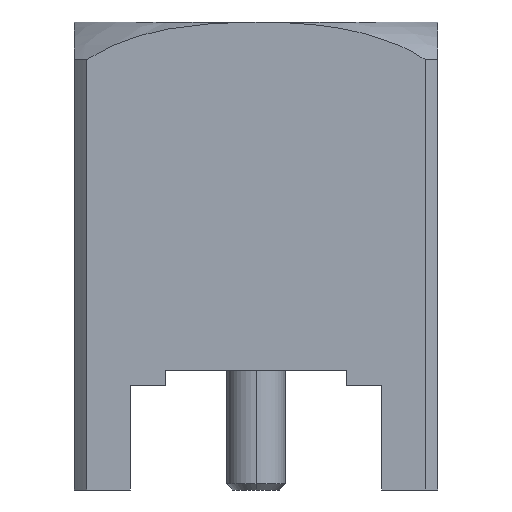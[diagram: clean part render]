
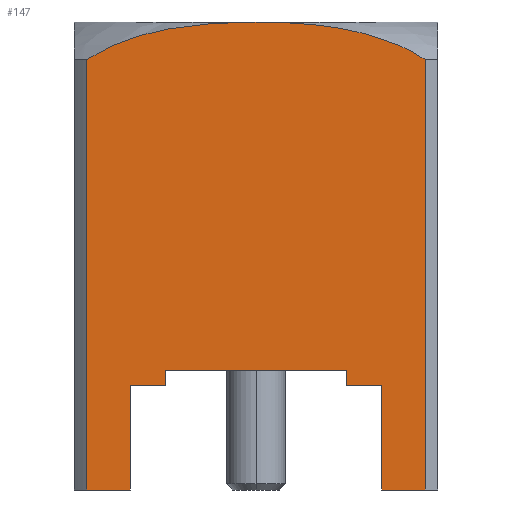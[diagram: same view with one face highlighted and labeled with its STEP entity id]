
A CAD part, left-side view. The second image highlights one B-rep face of the part: STEP entity #147.
In plain terms, the highlighted planar face has unit normal (-1, 0, 0).
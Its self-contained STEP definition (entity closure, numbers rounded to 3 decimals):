
#147=ADVANCED_FACE('',(#339),#340,.T.);
#339=FACE_OUTER_BOUND('',#578,.T.);
#340=PLANE('',#579);
#578=EDGE_LOOP('',(#971,#972,#973,#974,#975,#976,#977,#978,#979,#980,#981,#982,#983));
#579=AXIS2_PLACEMENT_3D('',#984,#985,#986);
#971=ORIENTED_EDGE('',*,*,#1579,.F.);
#972=ORIENTED_EDGE('',*,*,#1580,.F.);
#973=ORIENTED_EDGE('',*,*,#1515,.F.);
#974=ORIENTED_EDGE('',*,*,#1581,.F.);
#975=ORIENTED_EDGE('',*,*,#1521,.F.);
#976=ORIENTED_EDGE('',*,*,#1582,.T.);
#977=ORIENTED_EDGE('',*,*,#1553,.F.);
#978=ORIENTED_EDGE('',*,*,#1583,.F.);
#979=ORIENTED_EDGE('',*,*,#1584,.T.);
#980=ORIENTED_EDGE('',*,*,#1585,.T.);
#981=ORIENTED_EDGE('',*,*,#1568,.F.);
#982=ORIENTED_EDGE('',*,*,#1586,.F.);
#983=ORIENTED_EDGE('',*,*,#1537,.T.);
#984=CARTESIAN_POINT('',(-3.0,-3.0,-3.0));
#985=DIRECTION('',(-1.0,0.0,0.));
#986=DIRECTION('',(0.,0.0,1.0));
#1515=EDGE_CURVE('',#1848,#1836,#1850,.T.);
#1521=EDGE_CURVE('',#1859,#1853,#1861,.T.);
#1537=EDGE_CURVE('',#1890,#1888,#1891,.T.);
#1553=EDGE_CURVE('',#1918,#1910,#1920,.T.);
#1568=EDGE_CURVE('',#1941,#1943,#1944,.T.);
#1579=EDGE_CURVE('',#1961,#1888,#1962,.F.);
#1580=EDGE_CURVE('',#1836,#1961,#1963,.T.);
#1581=EDGE_CURVE('',#1853,#1848,#1964,.T.);
#1582=EDGE_CURVE('',#1859,#1910,#1965,.T.);
#1583=EDGE_CURVE('',#1966,#1918,#1967,.T.);
#1584=EDGE_CURVE('',#1966,#1968,#1969,.T.);
#1585=EDGE_CURVE('',#1968,#1943,#1970,.T.);
#1586=EDGE_CURVE('',#1890,#1941,#1971,.T.);
#1836=VERTEX_POINT('',#2269);
#1848=VERTEX_POINT('',#2293);
#1850=B_SPLINE_CURVE_WITH_KNOTS('',3,(#2295,#2296,#2297,#2298,#2299,#2300,#2301),.UNSPECIFIED.,.F.,.F.,(4,1,1,1,4),(0.017,0.019,0.02,0.022,0.023),.UNSPECIFIED.);
#1853=VERTEX_POINT('',#2304);
#1859=VERTEX_POINT('',#2312);
#1861=LINE('',#2315,#2316);
#1888=VERTEX_POINT('',#2352);
#1890=VERTEX_POINT('',#2354);
#1891=LINE('',#2355,#2356);
#1910=VERTEX_POINT('',#2383);
#1918=VERTEX_POINT('',#2395);
#1920=LINE('',#2398,#2399);
#1941=VERTEX_POINT('',#2435);
#1943=VERTEX_POINT('',#2438);
#1944=LINE('',#2439,#2440);
#1961=VERTEX_POINT('',#2465);
#1962=LINE('',#2466,#2467);
#1963=B_SPLINE_CURVE_WITH_KNOTS('',3,(#2468,#2469,#2470,#2471,#2472,#2473,#2474),.UNSPECIFIED.,.F.,.F.,(4,1,1,1,4),(0.017,0.019,0.02,0.022,0.023),.UNSPECIFIED.);
#1964=LINE('',#2475,#2476);
#1965=LINE('',#2477,#2478);
#1966=VERTEX_POINT('',#2479);
#1967=LINE('',#2480,#2481);
#1968=VERTEX_POINT('',#2482);
#1969=LINE('',#2483,#2484);
#1970=LINE('',#2485,#2486);
#1971=LINE('',#2487,#2488);
#2269=CARTESIAN_POINT('',(-3.0,0.,2.998));
#2293=CARTESIAN_POINT('',(-3.0,2.795,2.379));
#2295=CARTESIAN_POINT('',(-3.0,2.795,2.379));
#2296=CARTESIAN_POINT('',(-3.0,2.39,2.646));
#2297=CARTESIAN_POINT('',(-3.0,1.455,2.95));
#2298=CARTESIAN_POINT('',(-3.0,0.006,3.022));
#2299=CARTESIAN_POINT('',(-3.0,-1.445,2.952));
#2300=CARTESIAN_POINT('',(-3.0,-2.388,2.647));
#2301=CARTESIAN_POINT('',(-3.0,-2.795,2.379));
#2304=CARTESIAN_POINT('',(-3.0,2.795,-4.73));
#2312=CARTESIAN_POINT('',(-3.0,2.08,-4.73));
#2315=CARTESIAN_POINT('',(-3.0,2.08,-4.73));
#2316=VECTOR('',#2822,1000.0);
#2352=CARTESIAN_POINT('',(-3.0,-2.795,-4.73));
#2354=CARTESIAN_POINT('',(-3.0,-2.08,-4.73));
#2355=CARTESIAN_POINT('',(-3.0,-2.08,-4.73));
#2356=VECTOR('',#2841,1000.0);
#2383=CARTESIAN_POINT('',(-3.0,2.08,-3.0));
#2395=CARTESIAN_POINT('',(-3.0,1.5,-3.0));
#2398=CARTESIAN_POINT('',(-3.0,-3.0,-3.0));
#2399=VECTOR('',#2855,1000.0);
#2435=CARTESIAN_POINT('',(-3.0,-2.08,-3.0));
#2438=CARTESIAN_POINT('',(-3.0,-1.5,-3.0));
#2439=CARTESIAN_POINT('',(-3.0,-3.0,-3.0));
#2440=VECTOR('',#2869,1000.0);
#2465=CARTESIAN_POINT('',(-3.0,-2.795,2.379));
#2466=CARTESIAN_POINT('',(-3.0,-2.795,-5.0));
#2467=VECTOR('',#2878,1000.0);
#2468=CARTESIAN_POINT('',(-3.0,2.795,2.379));
#2469=CARTESIAN_POINT('',(-3.0,2.39,2.646));
#2470=CARTESIAN_POINT('',(-3.0,1.455,2.95));
#2471=CARTESIAN_POINT('',(-3.0,0.006,3.022));
#2472=CARTESIAN_POINT('',(-3.0,-1.445,2.952));
#2473=CARTESIAN_POINT('',(-3.0,-2.388,2.647));
#2474=CARTESIAN_POINT('',(-3.0,-2.795,2.379));
#2475=CARTESIAN_POINT('',(-3.0,2.795,-5.0));
#2476=VECTOR('',#2879,1000.0);
#2477=CARTESIAN_POINT('',(-3.0,2.08,-4.73));
#2478=VECTOR('',#2880,1000.0);
#2479=CARTESIAN_POINT('',(-3.0,1.5,-2.75));
#2480=CARTESIAN_POINT('',(-3.0,1.5,-2.75));
#2481=VECTOR('',#2881,1000.0);
#2482=CARTESIAN_POINT('',(-3.0,-1.5,-2.75));
#2483=CARTESIAN_POINT('',(-3.0,1.5,-2.75));
#2484=VECTOR('',#2882,1000.0);
#2485=CARTESIAN_POINT('',(-3.0,-1.5,-2.75));
#2486=VECTOR('',#2883,1000.0);
#2487=CARTESIAN_POINT('',(-3.0,-2.08,-4.73));
#2488=VECTOR('',#2884,1000.0);
#2822=DIRECTION('',(0.0,1.0,0.0));
#2841=DIRECTION('',(0.0,-1.0,0.0));
#2855=DIRECTION('',(0.0,1.0,0.0));
#2869=DIRECTION('',(0.0,1.0,0.0));
#2878=DIRECTION('',(0.0,0.0,1.0));
#2879=DIRECTION('',(0.0,0.0,1.0));
#2880=DIRECTION('',(0.0,0.0,1.0));
#2881=DIRECTION('',(0.0,0.0,-1.0));
#2882=DIRECTION('',(0.0,-1.0,0.0));
#2883=DIRECTION('',(0.0,0.0,-1.0));
#2884=DIRECTION('',(0.0,0.0,1.0));
